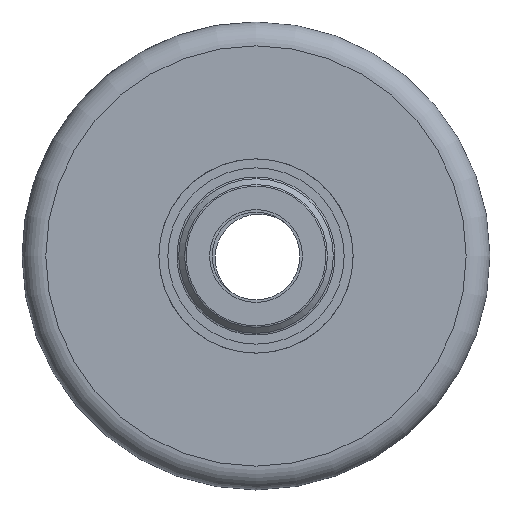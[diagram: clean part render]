
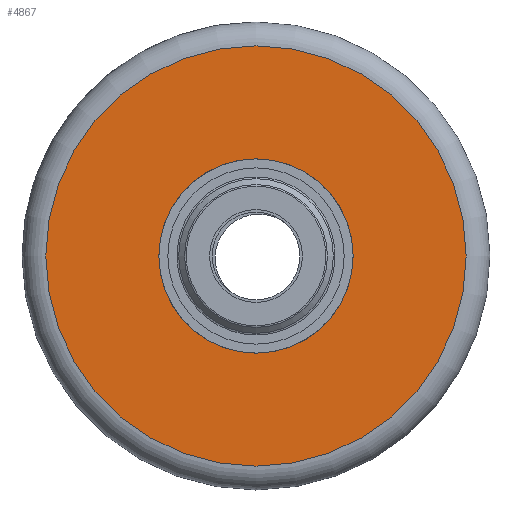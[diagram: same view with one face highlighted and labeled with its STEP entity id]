
A CAD part, left-side view. The second image highlights one B-rep face of the part: STEP entity #4867.
In plain terms, the highlighted planar face has unit normal (-1, 0, 0).
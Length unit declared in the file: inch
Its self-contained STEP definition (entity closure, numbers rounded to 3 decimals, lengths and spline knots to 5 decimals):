
#72=FACE_BOUND('',#1412,.T.);
#152=PLANE('',#5192);
#1145=FACE_OUTER_BOUND('',#1411,.T.);
#1411=EDGE_LOOP('',(#3370));
#1412=EDGE_LOOP('',(#3371));
#1758=CIRCLE('',#5190,2.69457);
#1760=CIRCLE('',#5193,1.24515);
#2111=VERTEX_POINT('',#7491);
#2112=VERTEX_POINT('',#7495);
#2612=EDGE_CURVE('',#2111,#2111,#1758,.T.);
#2614=EDGE_CURVE('',#2112,#2112,#1760,.T.);
#3370=ORIENTED_EDGE('',*,*,#2612,.F.);
#3371=ORIENTED_EDGE('',*,*,#2614,.F.);
#4867=ADVANCED_FACE('',(#1145,#72),#152,.T.);
#5190=AXIS2_PLACEMENT_3D('',#7492,#5844,#5845);
#5192=AXIS2_PLACEMENT_3D('',#7494,#5848,#5849);
#5193=AXIS2_PLACEMENT_3D('',#7496,#5850,#5851);
#5844=DIRECTION('center_axis',(1.,0.,0.));
#5845=DIRECTION('ref_axis',(0.,-1.,0.005));
#5848=DIRECTION('center_axis',(-1.,0.,0.));
#5849=DIRECTION('ref_axis',(0.,-1.,0.005));
#5850=DIRECTION('center_axis',(-1.,0.,0.));
#5851=DIRECTION('ref_axis',(0.,-1.,0.005));
#7491=CARTESIAN_POINT('',(-1.,0.,-2.69457));
#7492=CARTESIAN_POINT('Origin',(-1.,0.,0.));
#7494=CARTESIAN_POINT('Origin',(-1.,0.,0.));
#7495=CARTESIAN_POINT('',(-1.,1.24513,-0.00616));
#7496=CARTESIAN_POINT('Origin',(-1.,0.,0.));
